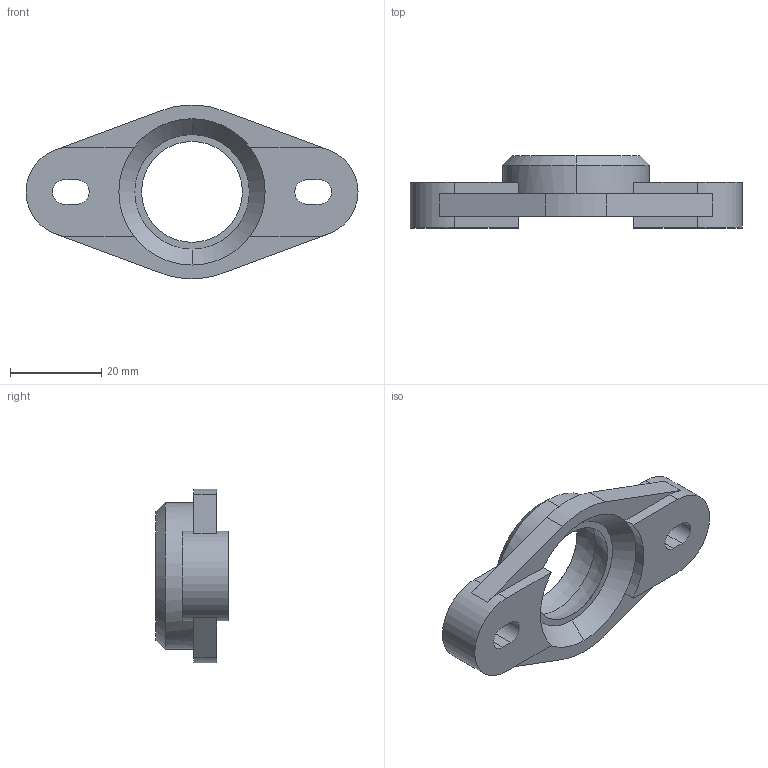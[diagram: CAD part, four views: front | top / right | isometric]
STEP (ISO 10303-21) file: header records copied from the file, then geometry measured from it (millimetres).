
FILE_DESCRIPTION (( 'STEP AP203' ), '1' );
FILE_NAME ('igubal_SphericalFlange_Bearing.STEP', '2018-12-26T15:50:08', ( 'DASSAULT SYSTEMES' ), ( 'DASSAULT SYSTEMES' ), 'SwSTEP 2.0', 'SolidWorks 2018', '' );
FILE_SCHEMA (( 'CONFIG_CONTROL_DESIGN' ));
Length unit declared in the file: inch
Products named in the file (1): igubal_SphericalFlange_Bearing
Bounding box: 72.61 x 15.75 x 37.95 mm (x, y, z)
Volume: 12619.3 mm3; surface area: 6403 mm2
Topology: 1 solids, 1 shells, 51 faces, 137 edges, 88 vertices
Faces by surface type: plane 26, cylinder 19, cone 4, sphere 2
Entity records: 1690 total; most frequent: DIRECTION 297, CARTESIAN_POINT 275, ORIENTED_EDGE 270, EDGE_CURVE 135, AXIS2_PLACEMENT_3D 110, VERTEX_POINT 88, LINE 77, VECTOR 77
